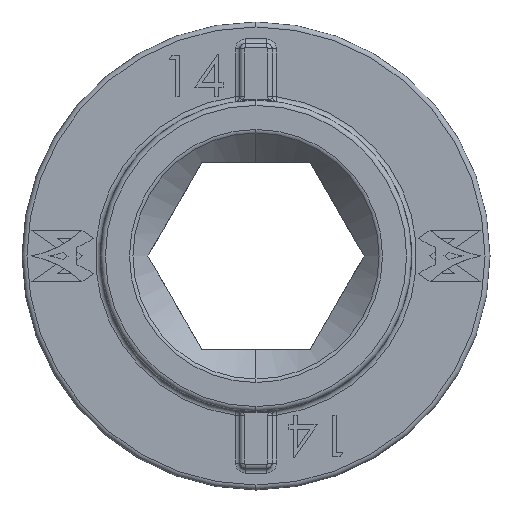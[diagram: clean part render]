
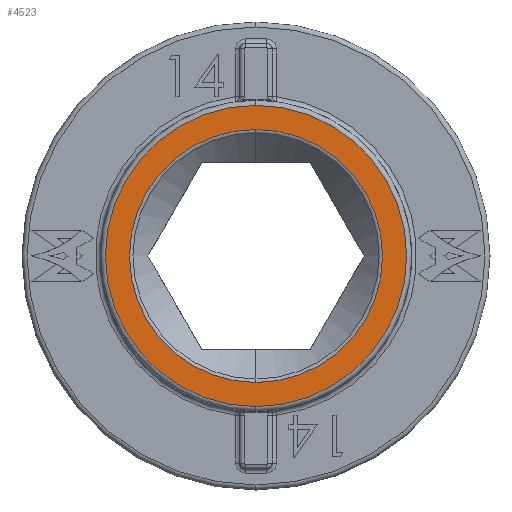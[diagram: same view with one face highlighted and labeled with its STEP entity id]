
A CAD part, front view. The second image highlights one B-rep face of the part: STEP entity #4523.
In plain terms, the highlighted planar face has unit normal (0, -1, 0).
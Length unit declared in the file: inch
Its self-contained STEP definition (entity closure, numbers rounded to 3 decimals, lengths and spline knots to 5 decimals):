
#570 = DIRECTION ( 'NONE',  ( 0., -1., 0. ) ) ;
#809 = AXIS2_PLACEMENT_3D ( 'NONE', #2824, #11149, #1795 ) ;
#827 = EDGE_LOOP ( 'NONE', ( #3039, #3929 ) ) ;
#1056 = VERTEX_POINT ( 'NONE', #7210 ) ;
#1397 = CARTESIAN_POINT ( 'NONE',  ( 0., -0.25, 0. ) ) ;
#1795 = DIRECTION ( 'NONE',  ( 0., 0., 1. ) ) ;
#2379 = PLANE ( 'NONE',  #6422 ) ;
#2394 = EDGE_CURVE ( 'NONE', #1056, #10081, #11950, .T. ) ;
#2500 = DIRECTION ( 'NONE',  ( 0., 0., 1. ) ) ;
#2824 = CARTESIAN_POINT ( 'NONE',  ( 0., -0.25, 0. ) ) ;
#3039 = ORIENTED_EDGE ( 'NONE', *, *, #2394, .T. ) ;
#3284 = AXIS2_PLACEMENT_3D ( 'NONE', #11845, #3660, #2500 ) ;
#3539 = AXIS2_PLACEMENT_3D ( 'NONE', #1397, #570, #5577 ) ;
#3588 = DIRECTION ( 'NONE',  ( 0., -1., 0. ) ) ;
#3660 = DIRECTION ( 'NONE',  ( 0., 1., 0. ) ) ;
#3675 = CARTESIAN_POINT ( 'NONE',  ( 0., -0.25, -0.25414 ) ) ;
#3929 = ORIENTED_EDGE ( 'NONE', *, *, #8984, .T. ) ;
#3981 = CARTESIAN_POINT ( 'NONE',  ( 0., -0.25, 0. ) ) ;
#4351 = CARTESIAN_POINT ( 'NONE',  ( 0., -0.25, 0.25414 ) ) ;
#4523 = ADVANCED_FACE ( 'NONE', ( #11472, #9425 ), #2379, .F. ) ;
#4868 = ORIENTED_EDGE ( 'NONE', *, *, #7350, .T. ) ;
#5030 = ORIENTED_EDGE ( 'NONE', *, *, #11027, .T. ) ;
#5525 = DIRECTION ( 'NONE',  ( 0., 1., 0. ) ) ;
#5577 = DIRECTION ( 'NONE',  ( 0., 0., 1. ) ) ;
#5633 = CIRCLE ( 'NONE', #809, 0.25414 ) ;
#6077 = AXIS2_PLACEMENT_3D ( 'NONE', #12913, #3588, #11902 ) ;
#6422 = AXIS2_PLACEMENT_3D ( 'NONE', #3981, #5525, #8131 ) ;
#7210 = CARTESIAN_POINT ( 'NONE',  ( 0., -0.25, 0.3025 ) ) ;
#7350 = EDGE_CURVE ( 'NONE', #9732, #8832, #5633, .T. ) ;
#8131 = DIRECTION ( 'NONE',  ( 0., 0., 1. ) ) ;
#8832 = VERTEX_POINT ( 'NONE', #4351 ) ;
#8984 = EDGE_CURVE ( 'NONE', #10081, #1056, #12663, .T. ) ;
#9425 = FACE_OUTER_BOUND ( 'NONE', #827, .T. ) ;
#9732 = VERTEX_POINT ( 'NONE', #3675 ) ;
#10081 = VERTEX_POINT ( 'NONE', #11551 ) ;
#11027 = EDGE_CURVE ( 'NONE', #8832, #9732, #11985, .T. ) ;
#11149 = DIRECTION ( 'NONE',  ( 0., 1., 0. ) ) ;
#11472 = FACE_BOUND ( 'NONE', #11563, .T. ) ;
#11551 = CARTESIAN_POINT ( 'NONE',  ( 0., -0.25, -0.3025 ) ) ;
#11563 = EDGE_LOOP ( 'NONE', ( #5030, #4868 ) ) ;
#11845 = CARTESIAN_POINT ( 'NONE',  ( 0., -0.25, 0. ) ) ;
#11902 = DIRECTION ( 'NONE',  ( 0., 0., 1. ) ) ;
#11950 = CIRCLE ( 'NONE', #6077, 0.3025 ) ;
#11985 = CIRCLE ( 'NONE', #3284, 0.25414 ) ;
#12663 = CIRCLE ( 'NONE', #3539, 0.3025 ) ;
#12913 = CARTESIAN_POINT ( 'NONE',  ( 0., -0.25, 0. ) ) ;
